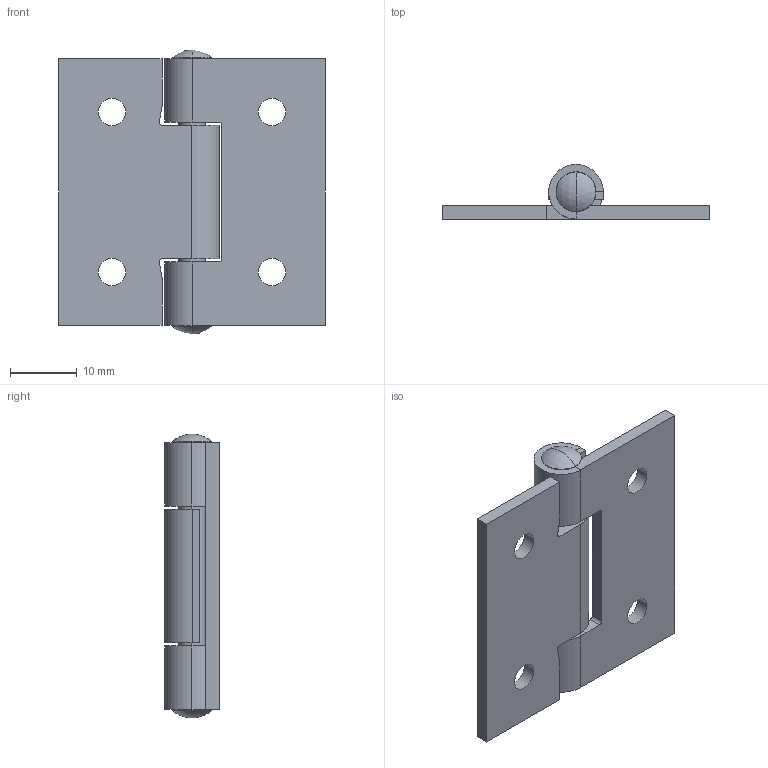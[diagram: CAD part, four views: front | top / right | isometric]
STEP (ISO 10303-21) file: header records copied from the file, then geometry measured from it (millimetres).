
FILE_DESCRIPTION (( 'STEP AP214' ), '1' );
FILE_NAME ('095072.STEP', '2014-08-14T13:07:09', ( '' ), ( '' ), 'SwSTEP 2.0', 'SolidWorks 2014', '' );
FILE_SCHEMA (( 'AUTOMOTIVE_DESIGN' ));
Length unit declared in the file: millimetre
Products named in the file (4): 095072; 095072r01-r02_095 072 r01; 095072r01-r02_095 072 r02; 095072r03_getaumelt
Assembly tree (3 placements, depth 2):
  095072
    095072r01-r02_095 072 r01
    095072r01-r02_095 072 r02
    095072r03_getaumelt
Bounding box: 40 x 8.2 x 42.6 mm (x, y, z)
Volume: 4493.4 mm3; surface area: 5339.5 mm2
Topology: 3 solids, 3 shells, 74 faces, 188 edges, 122 vertices
Faces by surface type: plane 34, cylinder 28, torus 8, sphere 4
Entity records: 2426 total; most frequent: DIRECTION 432, CARTESIAN_POINT 390, ORIENTED_EDGE 376, EDGE_CURVE 188, AXIS2_PLACEMENT_3D 164, VERTEX_POINT 122, VECTOR 104, LINE 104
